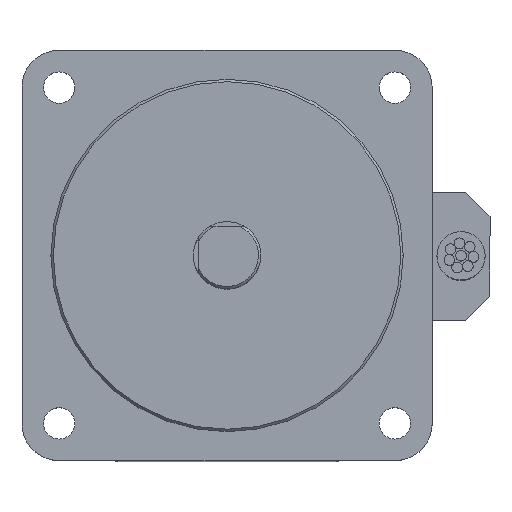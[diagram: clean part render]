
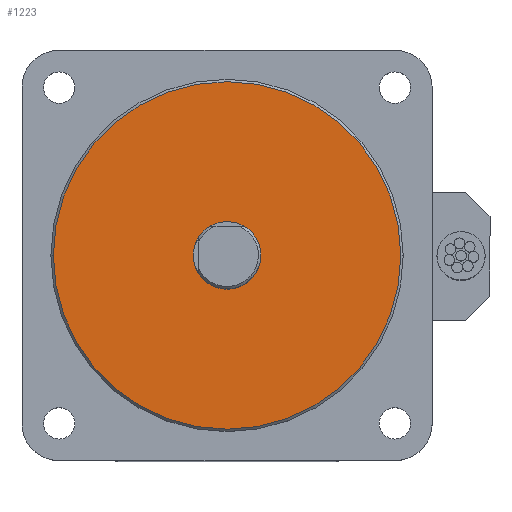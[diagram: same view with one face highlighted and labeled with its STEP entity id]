
A CAD part, top view. The second image highlights one B-rep face of the part: STEP entity #1223.
In plain terms, the highlighted planar face has unit normal (0, 0, 1).
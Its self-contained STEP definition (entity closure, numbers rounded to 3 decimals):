
#204 = PLANE ( 'NONE',  #1911 ) ;
#205 = CARTESIAN_POINT ( 'NONE',  ( 0., 0., 127.5 ) ) ;
#206 = DIRECTION ( 'NONE',  ( 0., 0., 1. ) ) ;
#207 = DIRECTION ( 'NONE',  ( 1., 0., 0. ) ) ;
#297 = CARTESIAN_POINT ( 'NONE',  ( 0., 0., 127.5 ) ) ;
#298 = DIRECTION ( 'NONE',  ( 0., 0., 1. ) ) ;
#299 = DIRECTION ( 'NONE',  ( 1., 0., 0. ) ) ;
#300 = CARTESIAN_POINT ( 'NONE',  ( 0., 0., 127.5 ) ) ;
#301 = DIRECTION ( 'NONE',  ( 0., 0., 1. ) ) ;
#302 = DIRECTION ( 'NONE',  ( 1., 0., 0. ) ) ;
#915 = EDGE_LOOP ( 'NONE', ( #2263, #2265 ) ) ;
#916 = EDGE_LOOP ( 'NONE', ( #2262, #2267 ) ) ;
#990 = VERTEX_POINT ( 'NONE', #1428 ) ;
#1037 = VERTEX_POINT ( 'NONE', #1475 ) ;
#1040 = VERTEX_POINT ( 'NONE', #1478 ) ;
#1041 = VERTEX_POINT ( 'NONE', #1479 ) ;
#1123 = EDGE_CURVE ( 'NONE', #990, #1037, #1780, .T. ) ;
#1128 = EDGE_CURVE ( 'NONE', #1040, #1041, #1736, .T. ) ;
#1223 = ADVANCED_FACE ( 'NONE', ( #2673, #2674 ), #204, .T. ) ;
#1257 = EDGE_CURVE ( 'NONE', #1037, #990, #1955, .T. ) ;
#1258 = EDGE_CURVE ( 'NONE', #1041, #1040, #1957, .T. ) ;
#1428 = CARTESIAN_POINT ( 'NONE',  ( 36.012, 0., 127.5 ) ) ;
#1475 = CARTESIAN_POINT ( 'NONE',  ( -36.012, 0., 127.5 ) ) ;
#1478 = CARTESIAN_POINT ( 'NONE',  ( 7., 0., 127.5 ) ) ;
#1479 = CARTESIAN_POINT ( 'NONE',  ( -7., 0., 127.5 ) ) ;
#1647 = CARTESIAN_POINT ( 'NONE',  ( 0., 0., 127.5 ) ) ;
#1648 = DIRECTION ( 'NONE',  ( 0., 0., 1. ) ) ;
#1649 = DIRECTION ( 'NONE',  ( 1., 0., 0. ) ) ;
#1660 = CARTESIAN_POINT ( 'NONE',  ( 0., 0., 127.5 ) ) ;
#1661 = DIRECTION ( 'NONE',  ( 0., 0., 1. ) ) ;
#1662 = DIRECTION ( 'NONE',  ( 1., 0., 0. ) ) ;
#1736 = CIRCLE ( 'NONE', #1789, 7. ) ;
#1780 = CIRCLE ( 'NONE', #1782, 36.012 ) ;
#1782 = AXIS2_PLACEMENT_3D ( 'NONE', #1647, #1648, #1649 ) ;
#1789 = AXIS2_PLACEMENT_3D ( 'NONE', #1660, #1661, #1662 ) ;
#1911 = AXIS2_PLACEMENT_3D ( 'NONE', #205, #206, #207 ) ;
#1955 = CIRCLE ( 'NONE', #1964, 36.012 ) ;
#1957 = CIRCLE ( 'NONE', #1965, 7. ) ;
#1964 = AXIS2_PLACEMENT_3D ( 'NONE', #297, #298, #299 ) ;
#1965 = AXIS2_PLACEMENT_3D ( 'NONE', #300, #301, #302 ) ;
#2262 = ORIENTED_EDGE ( 'NONE', *, *, #1258, .F. ) ;
#2263 = ORIENTED_EDGE ( 'NONE', *, *, #1257, .T. ) ;
#2265 = ORIENTED_EDGE ( 'NONE', *, *, #1123, .T. ) ;
#2267 = ORIENTED_EDGE ( 'NONE', *, *, #1128, .F. ) ;
#2673 = FACE_OUTER_BOUND ( 'NONE', #915, .T. ) ;
#2674 = FACE_BOUND ( 'NONE', #916, .T. ) ;
